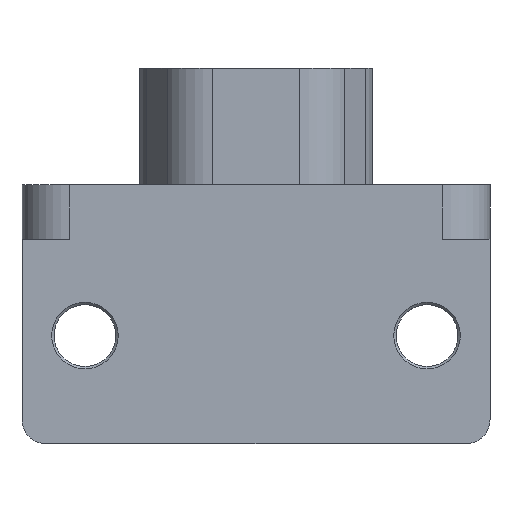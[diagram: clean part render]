
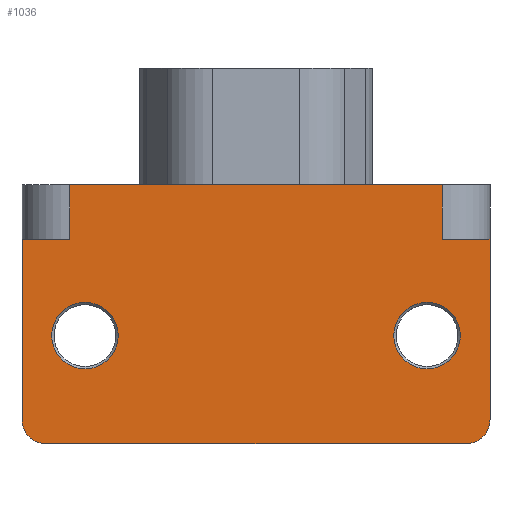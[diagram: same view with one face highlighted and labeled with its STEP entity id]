
A CAD part, front view. The second image highlights one B-rep face of the part: STEP entity #1036.
In plain terms, the highlighted planar face has unit normal (0, -1, 0).
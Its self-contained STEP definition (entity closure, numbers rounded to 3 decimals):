
#552=LINE('',#5807,#781);
#559=LINE('',#5825,#788);
#563=LINE('',#5838,#792);
#582=LINE('',#5906,#811);
#583=LINE('',#5912,#812);
#588=LINE('',#5925,#817);
#589=LINE('',#5927,#818);
#602=LINE('',#6008,#831);
#781=VECTOR('',#4709,1.);
#788=VECTOR('',#4724,1.);
#792=VECTOR('',#4736,1.);
#811=VECTOR('',#4807,1.);
#812=VECTOR('',#4816,1.);
#817=VECTOR('',#4837,1.);
#818=VECTOR('',#4840,1.);
#831=VECTOR('',#4939,1.);
#1036=ADVANCED_FACE('',(#1447,#1448,#1449),#1288,.F.);
#1288=PLANE('',#4311);
#1447=FACE_BOUND('',#1821,.T.);
#1448=FACE_BOUND('',#1822,.T.);
#1449=FACE_BOUND('',#1823,.T.);
#1821=EDGE_LOOP('',(#2465,#2466,#2467,#2468,#2469,#2470,#2471,#2472,#2473,
#2474));
#1822=EDGE_LOOP('',(#2475));
#1823=EDGE_LOOP('',(#2476));
#2465=ORIENTED_EDGE('',*,*,#3640,.T.);
#2466=ORIENTED_EDGE('',*,*,#3647,.T.);
#2467=ORIENTED_EDGE('',*,*,#3596,.F.);
#2468=ORIENTED_EDGE('',*,*,#3650,.T.);
#2469=ORIENTED_EDGE('',*,*,#3681,.F.);
#2470=ORIENTED_EDGE('',*,*,#3648,.T.);
#2471=ORIENTED_EDGE('',*,*,#3587,.T.);
#2472=ORIENTED_EDGE('',*,*,#3646,.T.);
#2473=ORIENTED_EDGE('',*,*,#3637,.T.);
#2474=ORIENTED_EDGE('',*,*,#3602,.T.);
#2475=ORIENTED_EDGE('',*,*,#3683,.T.);
#2476=ORIENTED_EDGE('',*,*,#3684,.T.);
#3207=VERTEX_POINT('',#5806);
#3208=VERTEX_POINT('',#5808);
#3214=VERTEX_POINT('',#5824);
#3215=VERTEX_POINT('',#5826);
#3220=VERTEX_POINT('',#5839);
#3221=VERTEX_POINT('',#5840);
#3242=VERTEX_POINT('',#5905);
#3243=VERTEX_POINT('',#5911);
#3244=VERTEX_POINT('',#5932);
#3245=VERTEX_POINT('',#5936);
#3270=VERTEX_POINT('',#6014);
#3271=VERTEX_POINT('',#6016);
#3587=EDGE_CURVE('',#3208,#3207,#552,.T.);
#3596=EDGE_CURVE('',#3214,#3215,#559,.T.);
#3602=EDGE_CURVE('',#3220,#3221,#563,.T.);
#3637=EDGE_CURVE('',#3242,#3220,#582,.T.);
#3640=EDGE_CURVE('',#3221,#3243,#583,.T.);
#3646=EDGE_CURVE('',#3207,#3242,#588,.T.);
#3647=EDGE_CURVE('',#3243,#3215,#589,.T.);
#3648=EDGE_CURVE('',#3244,#3208,#4057,.T.);
#3650=EDGE_CURVE('',#3214,#3245,#4058,.T.);
#3681=EDGE_CURVE('',#3244,#3245,#602,.T.);
#3683=EDGE_CURVE('',#3270,#3270,#4079,.T.);
#3684=EDGE_CURVE('',#3271,#3271,#4080,.T.);
#4057=CIRCLE('',#4266,1.);
#4058=CIRCLE('',#4268,1.);
#4079=CIRCLE('',#4309,1.4);
#4080=CIRCLE('',#4310,1.4);
#4266=AXIS2_PLACEMENT_3D('',#5931,#4847,#4848);
#4268=AXIS2_PLACEMENT_3D('',#5935,#4852,#4853);
#4309=AXIS2_PLACEMENT_3D('',#6013,#4946,#4947);
#4310=AXIS2_PLACEMENT_3D('',#6015,#4948,#4949);
#4311=AXIS2_PLACEMENT_3D('',#6017,#4950,#4951);
#4709=DIRECTION('',(0.,0.,1.));
#4724=DIRECTION('',(0.,0.,1.));
#4736=DIRECTION('',(-1.,0.,0.));
#4807=DIRECTION('',(0.,0.,1.));
#4816=DIRECTION('',(0.,0.,-1.));
#4837=DIRECTION('',(-1.,0.,0.));
#4840=DIRECTION('',(-1.,0.,0.));
#4847=DIRECTION('',(0.,-1.,0.));
#4848=DIRECTION('',(-1.,0.,0.));
#4852=DIRECTION('',(0.,-1.,0.));
#4853=DIRECTION('',(-1.,0.,0.));
#4939=DIRECTION('',(-1.,0.,0.));
#4946=DIRECTION('',(0.,1.,0.));
#4947=DIRECTION('',(0.,0.,-1.));
#4948=DIRECTION('',(0.,1.,0.));
#4949=DIRECTION('',(0.,0.,-1.));
#4950=DIRECTION('',(0.,1.,0.));
#4951=DIRECTION('',(-1.,0.,0.));
#5806=CARTESIAN_POINT('',(9.85,-3.9,-2.5));
#5807=CARTESIAN_POINT('',(9.85,-3.9,-11.1));
#5808=CARTESIAN_POINT('',(9.85,-3.9,-10.1));
#5824=CARTESIAN_POINT('',(-9.85,-3.9,-10.1));
#5825=CARTESIAN_POINT('',(-9.85,-3.9,-11.1));
#5826=CARTESIAN_POINT('',(-9.85,-3.9,-2.5));
#5838=CARTESIAN_POINT('',(9.85,-3.9,-0.2));
#5839=CARTESIAN_POINT('',(7.85,-3.9,-0.2));
#5840=CARTESIAN_POINT('',(-7.85,-3.9,-0.2));
#5905=CARTESIAN_POINT('',(7.85,-3.9,-2.5));
#5906=CARTESIAN_POINT('',(7.85,-3.9,-2.5));
#5911=CARTESIAN_POINT('',(-7.85,-3.9,-2.5));
#5912=CARTESIAN_POINT('',(-7.85,-3.9,-2.5));
#5925=CARTESIAN_POINT('',(9.85,-3.9,-2.5));
#5927=CARTESIAN_POINT('',(9.85,-3.9,-2.5));
#5931=CARTESIAN_POINT('',(8.85,-3.9,-10.1));
#5932=CARTESIAN_POINT('',(8.85,-3.9,-11.1));
#5935=CARTESIAN_POINT('',(-8.85,-3.9,-10.1));
#5936=CARTESIAN_POINT('',(-8.85,-3.9,-11.1));
#6008=CARTESIAN_POINT('',(9.85,-3.9,-11.1));
#6013=CARTESIAN_POINT('',(7.2,-3.9,-6.55));
#6014=CARTESIAN_POINT('',(7.2,-3.9,-7.95));
#6015=CARTESIAN_POINT('',(-7.2,-3.9,-6.55));
#6016=CARTESIAN_POINT('',(-7.2,-3.9,-7.95));
#6017=CARTESIAN_POINT('',(9.85,-3.9,-11.1));
